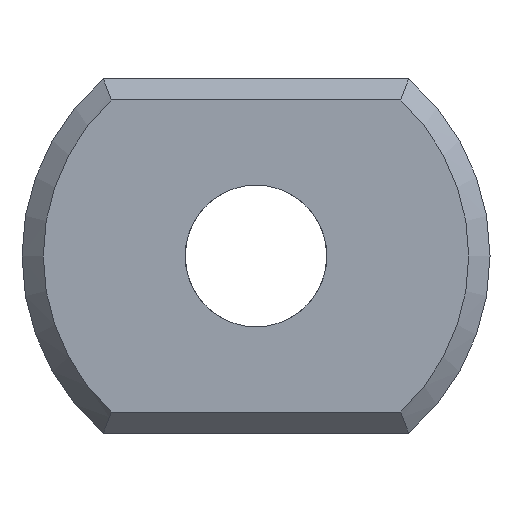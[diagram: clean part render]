
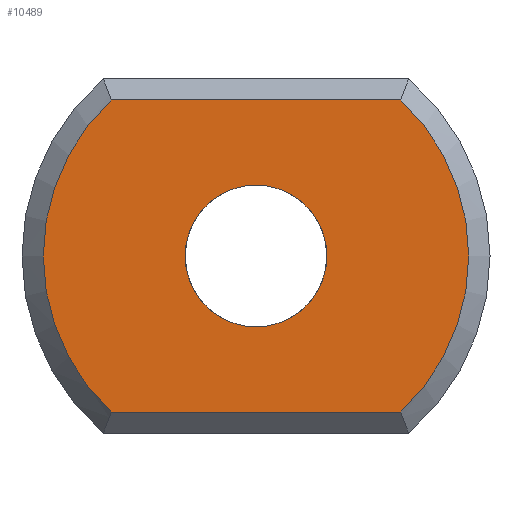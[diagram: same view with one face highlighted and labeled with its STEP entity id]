
A CAD part, left-side view. The second image highlights one B-rep face of the part: STEP entity #10489.
In plain terms, the highlighted planar face has unit normal (-1, 0, 0).
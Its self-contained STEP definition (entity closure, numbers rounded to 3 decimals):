
#24 = VERTEX_POINT('',#25);
#25 = CARTESIAN_POINT('',(0.,-2.04,2.2));
#33 = PLANE('',#34);
#34 = AXIS2_PLACEMENT_3D('',#35,#36,#37);
#35 = CARTESIAN_POINT('',(0.15,-2.154,2.35));
#36 = DIRECTION('',(0.707,0.,-0.707)
  );
#37 = DIRECTION('',(0.,-1.,0.));
#45 = CONICAL_SURFACE('',#46,3.3,0.785);
#46 = AXIS2_PLACEMENT_3D('',#47,#48,#49);
#47 = CARTESIAN_POINT('',(0.3,0.,0.));
#48 = DIRECTION('',(1.,0.,0.));
#49 = DIRECTION('',(0.,-0.653,0.758));
#89 = VERTEX_POINT('',#90);
#90 = CARTESIAN_POINT('',(0.,2.04,2.2));
#105 = CONICAL_SURFACE('',#106,3.3,0.785);
#106 = AXIS2_PLACEMENT_3D('',#107,#108,#109);
#107 = CARTESIAN_POINT('',(0.3,0.,0.));
#108 = DIRECTION('',(1.,0.,0.));
#109 = DIRECTION('',(0.,0.653,-0.758));
#120 = EDGE_CURVE('',#24,#89,#121,.T.);
#121 = SURFACE_CURVE('',#122,(#126,#133),.PCURVE_S1.);
#122 = LINE('',#123,#124);
#123 = CARTESIAN_POINT('',(0.,-2.154,2.2));
#124 = VECTOR('',#125,1.);
#125 = DIRECTION('',(0.,1.,0.));
#126 = PCURVE('',#33,#127);
#127 = DEFINITIONAL_REPRESENTATION('',(#128),#132);
#128 = LINE('',#129,#130);
#129 = CARTESIAN_POINT('',(0.,0.212));
#130 = VECTOR('',#131,1.);
#131 = DIRECTION('',(-1.,0.));
#132 = ( GEOMETRIC_REPRESENTATION_CONTEXT(2) 
PARAMETRIC_REPRESENTATION_CONTEXT() REPRESENTATION_CONTEXT('2D SPACE',''
  ) );
#133 = PCURVE('',#134,#139);
#134 = PLANE('',#135);
#135 = AXIS2_PLACEMENT_3D('',#136,#137,#138);
#136 = CARTESIAN_POINT('',(0.,0.,
    0.));
#137 = DIRECTION('',(1.,0.,0.));
#138 = DIRECTION('',(0.,0.,1.));
#139 = DEFINITIONAL_REPRESENTATION('',(#140),#144);
#140 = LINE('',#141,#142);
#141 = CARTESIAN_POINT('',(2.2,2.154));
#142 = VECTOR('',#143,1.);
#143 = DIRECTION('',(0.,-1.));
#144 = ( GEOMETRIC_REPRESENTATION_CONTEXT(2) 
PARAMETRIC_REPRESENTATION_CONTEXT() REPRESENTATION_CONTEXT('2D SPACE',''
  ) );
#180 = VERTEX_POINT('',#181);
#181 = CARTESIAN_POINT('',(0.,-2.04,-2.2));
#199 = PLANE('',#200);
#200 = AXIS2_PLACEMENT_3D('',#201,#202,#203);
#201 = CARTESIAN_POINT('',(0.15,-2.154,-2.35));
#202 = DIRECTION('',(-0.707,0.,-0.707));
#203 = DIRECTION('',(0.,-1.,0.));
#211 = EDGE_CURVE('',#24,#180,#212,.T.);
#212 = SURFACE_CURVE('',#213,(#218,#225),.PCURVE_S1.);
#213 = CIRCLE('',#214,3.);
#214 = AXIS2_PLACEMENT_3D('',#215,#216,#217);
#215 = CARTESIAN_POINT('',(0.,0.,
    0.));
#216 = DIRECTION('',(1.,0.,0.));
#217 = DIRECTION('',(0.,-0.653,0.758));
#218 = PCURVE('',#45,#219);
#219 = DEFINITIONAL_REPRESENTATION('',(#220),#224);
#220 = LINE('',#221,#222);
#221 = CARTESIAN_POINT('',(0.,-0.3));
#222 = VECTOR('',#223,1.);
#223 = DIRECTION('',(1.,-0.));
#224 = ( GEOMETRIC_REPRESENTATION_CONTEXT(2) 
PARAMETRIC_REPRESENTATION_CONTEXT() REPRESENTATION_CONTEXT('2D SPACE',''
  ) );
#225 = PCURVE('',#134,#226);
#226 = DEFINITIONAL_REPRESENTATION('',(#227),#231);
#227 = CIRCLE('',#228,3.);
#228 = AXIS2_PLACEMENT_2D('',#229,#230);
#229 = CARTESIAN_POINT('',(0.,0.));
#230 = DIRECTION('',(0.758,0.653));
#231 = ( GEOMETRIC_REPRESENTATION_CONTEXT(2) 
PARAMETRIC_REPRESENTATION_CONTEXT() REPRESENTATION_CONTEXT('2D SPACE',''
  ) );
#10489 = ADVANCED_FACE('',(#10490,#10539),#134,.F.);
#10490 = FACE_BOUND('',#10491,.F.);
#10491 = EDGE_LOOP('',(#10492,#10516,#10517,#10518));
#10492 = ORIENTED_EDGE('',*,*,#10493,.T.);
#10493 = EDGE_CURVE('',#10494,#89,#10496,.T.);
#10494 = VERTEX_POINT('',#10495);
#10495 = CARTESIAN_POINT('',(0.,2.04,-2.2));
#10496 = SURFACE_CURVE('',#10497,(#10502,#10509),.PCURVE_S1.);
#10497 = CIRCLE('',#10498,3.);
#10498 = AXIS2_PLACEMENT_3D('',#10499,#10500,#10501);
#10499 = CARTESIAN_POINT('',(0.,0.,
    0.));
#10500 = DIRECTION('',(1.,0.,0.));
#10501 = DIRECTION('',(0.,0.653,-0.758)
  );
#10502 = PCURVE('',#134,#10503);
#10503 = DEFINITIONAL_REPRESENTATION('',(#10504),#10508);
#10504 = CIRCLE('',#10505,3.);
#10505 = AXIS2_PLACEMENT_2D('',#10506,#10507);
#10506 = CARTESIAN_POINT('',(0.,0.));
#10507 = DIRECTION('',(-0.758,-0.653));
#10508 = ( GEOMETRIC_REPRESENTATION_CONTEXT(2) 
PARAMETRIC_REPRESENTATION_CONTEXT() REPRESENTATION_CONTEXT('2D SPACE',''
  ) );
#10509 = PCURVE('',#105,#10510);
#10510 = DEFINITIONAL_REPRESENTATION('',(#10511),#10515);
#10511 = LINE('',#10512,#10513);
#10512 = CARTESIAN_POINT('',(0.,-0.3));
#10513 = VECTOR('',#10514,1.);
#10514 = DIRECTION('',(1.,-0.));
#10515 = ( GEOMETRIC_REPRESENTATION_CONTEXT(2) 
PARAMETRIC_REPRESENTATION_CONTEXT() REPRESENTATION_CONTEXT('2D SPACE',''
  ) );
#10516 = ORIENTED_EDGE('',*,*,#120,.F.);
#10517 = ORIENTED_EDGE('',*,*,#211,.T.);
#10518 = ORIENTED_EDGE('',*,*,#10519,.T.);
#10519 = EDGE_CURVE('',#180,#10494,#10520,.T.);
#10520 = SURFACE_CURVE('',#10521,(#10525,#10532),.PCURVE_S1.);
#10521 = LINE('',#10522,#10523);
#10522 = CARTESIAN_POINT('',(0.,-2.154,-2.2));
#10523 = VECTOR('',#10524,1.);
#10524 = DIRECTION('',(0.,1.,0.));
#10525 = PCURVE('',#134,#10526);
#10526 = DEFINITIONAL_REPRESENTATION('',(#10527),#10531);
#10527 = LINE('',#10528,#10529);
#10528 = CARTESIAN_POINT('',(-2.2,2.154));
#10529 = VECTOR('',#10530,1.);
#10530 = DIRECTION('',(0.,-1.));
#10531 = ( GEOMETRIC_REPRESENTATION_CONTEXT(2) 
PARAMETRIC_REPRESENTATION_CONTEXT() REPRESENTATION_CONTEXT('2D SPACE',''
  ) );
#10532 = PCURVE('',#199,#10533);
#10533 = DEFINITIONAL_REPRESENTATION('',(#10534),#10538);
#10534 = LINE('',#10535,#10536);
#10535 = CARTESIAN_POINT('',(0.,0.212));
#10536 = VECTOR('',#10537,1.);
#10537 = DIRECTION('',(-1.,0.));
#10538 = ( GEOMETRIC_REPRESENTATION_CONTEXT(2) 
PARAMETRIC_REPRESENTATION_CONTEXT() REPRESENTATION_CONTEXT('2D SPACE',''
  ) );
#10539 = FACE_BOUND('',#10540,.T.);
#10540 = EDGE_LOOP('',(#10541));
#10541 = ORIENTED_EDGE('',*,*,#10542,.T.);
#10542 = EDGE_CURVE('',#10543,#10543,#10545,.T.);
#10543 = VERTEX_POINT('',#10544);
#10544 = CARTESIAN_POINT('',(0.,1.,0.));
#10545 = SURFACE_CURVE('',#10546,(#10551,#10558),.PCURVE_S1.);
#10546 = CIRCLE('',#10547,1.);
#10547 = AXIS2_PLACEMENT_3D('',#10548,#10549,#10550);
#10548 = CARTESIAN_POINT('',(0.,0.,0.));
#10549 = DIRECTION('',(1.,0.,0.));
#10550 = DIRECTION('',(0.,1.,0.));
#10551 = PCURVE('',#134,#10552);
#10552 = DEFINITIONAL_REPRESENTATION('',(#10553),#10557);
#10553 = CIRCLE('',#10554,1.);
#10554 = AXIS2_PLACEMENT_2D('',#10555,#10556);
#10555 = CARTESIAN_POINT('',(0.,0.));
#10556 = DIRECTION('',(0.,-1.));
#10557 = ( GEOMETRIC_REPRESENTATION_CONTEXT(2) 
PARAMETRIC_REPRESENTATION_CONTEXT() REPRESENTATION_CONTEXT('2D SPACE',''
  ) );
#10558 = PCURVE('',#10559,#10564);
#10559 = CYLINDRICAL_SURFACE('',#10560,1.);
#10560 = AXIS2_PLACEMENT_3D('',#10561,#10562,#10563);
#10561 = CARTESIAN_POINT('',(0.,0.,0.));
#10562 = DIRECTION('',(-1.,0.,0.));
#10563 = DIRECTION('',(0.,1.,0.));
#10564 = DEFINITIONAL_REPRESENTATION('',(#10565),#10569);
#10565 = LINE('',#10566,#10567);
#10566 = CARTESIAN_POINT('',(-0.,0.));
#10567 = VECTOR('',#10568,1.);
#10568 = DIRECTION('',(-1.,0.));
#10569 = ( GEOMETRIC_REPRESENTATION_CONTEXT(2) 
PARAMETRIC_REPRESENTATION_CONTEXT() REPRESENTATION_CONTEXT('2D SPACE',''
  ) );
